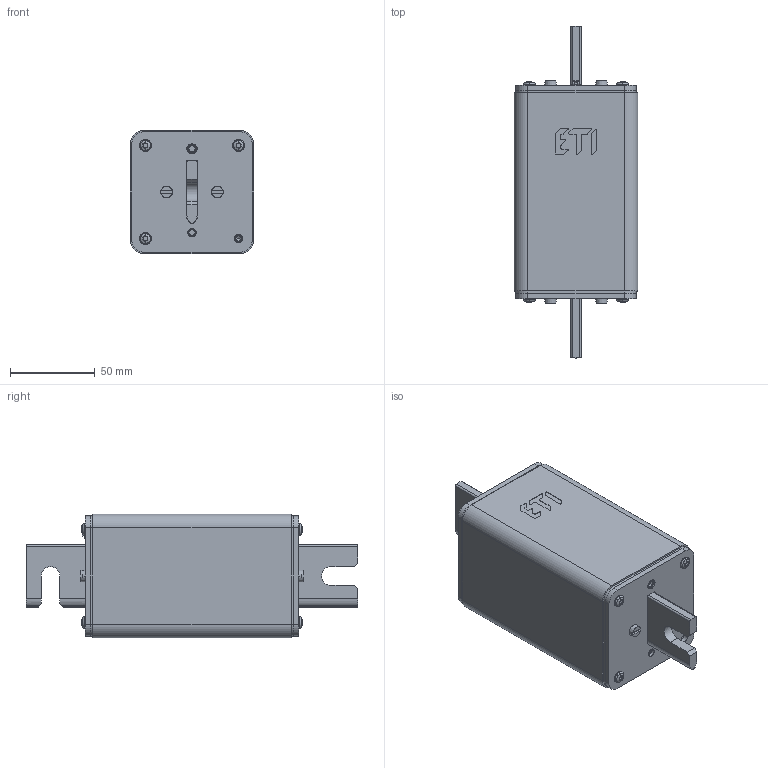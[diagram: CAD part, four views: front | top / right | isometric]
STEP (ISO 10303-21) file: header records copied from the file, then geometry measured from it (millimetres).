
FILE_DESCRIPTION((''),'2;1');
FILE_NAME('3LS_1500V_ASM','2021-09-27T',('marketing.praksa'),('Audax d.o.o.'),'CREO PARAMETRIC BY PTC INC, 2017480','CREO PARAMETRIC BY PTC INC, 2017480','');
FILE_SCHEMA(('AUTOMOTIVE_DESIGN { 1 0 10303 214 1 1 1 1 }'));
Length unit declared in the file: millimetre
Products named in the file (15): 0000053299_5; 0000050967_1_1; 0000019000_AF0_1_1_2_3_4_5; 0000020139_AF0_5; 0000047205_ASM_2_ASM; 0000019000_AF1_1_1_2; 0000020161_AF0_5; 0000047204_ASM_2_ASM; 0000045921_1; 0000011586_1_1_2_3_4_5_6_7_8; 0000011580_1_1_2_3_4_5_6_7_8_20; 0000011599_1_1_2_3_4_5_6_7_8_18; 0000037876_1_1_2_3_4_5_6_7_8_15; 0000043213_1_1_2_3_4_5_6_7_8; 3LS_1500V_ASM
Assembly tree (27 placements, depth 3):
  3LS_1500V_ASM
    0000053299_5
    0000050967_1_1  x2
    0000047205_ASM_2_ASM
      0000019000_AF0_1_1_2_3_4_5
      0000020139_AF0_5
    0000047204_ASM_2_ASM
      0000019000_AF1_1_1_2
      0000020161_AF0_5
    0000045921_1  x2
    0000011586_1_1_2_3_4_5_6_7_8
    0000011580_1_1_2_3_4_5_6_7_8_20
    0000011599_1_1_2_3_4_5_6_7_8_18  x3
    0000037876_1_1_2_3_4_5_6_7_8_15  x4
    0000043213_1_1_2_3_4_5_6_7_8  x7
Bounding box: 73 x 196 x 73 mm (x, y, z)
Volume: 686916.9 mm3; surface area: 107365.1 mm2
Topology: 25 solids, 41 shells, 1090 faces, 2992 edges, 1944 vertices
Faces by surface type: cylinder 529, plane 254, bspline 108, cone 106, torus 65, sphere 14, extrusion 14
Entity records: 28918 total; most frequent: CARTESIAN_POINT 7620, DIRECTION 2990, ORIENTED_EDGE 2722, EDGE_CURVE 1387, AXIS2_PLACEMENT_3D 1154, PRESENTATION_STYLE_ASSIGNMENT 956, VERTEX_POINT 910, STYLED_ITEM 905
